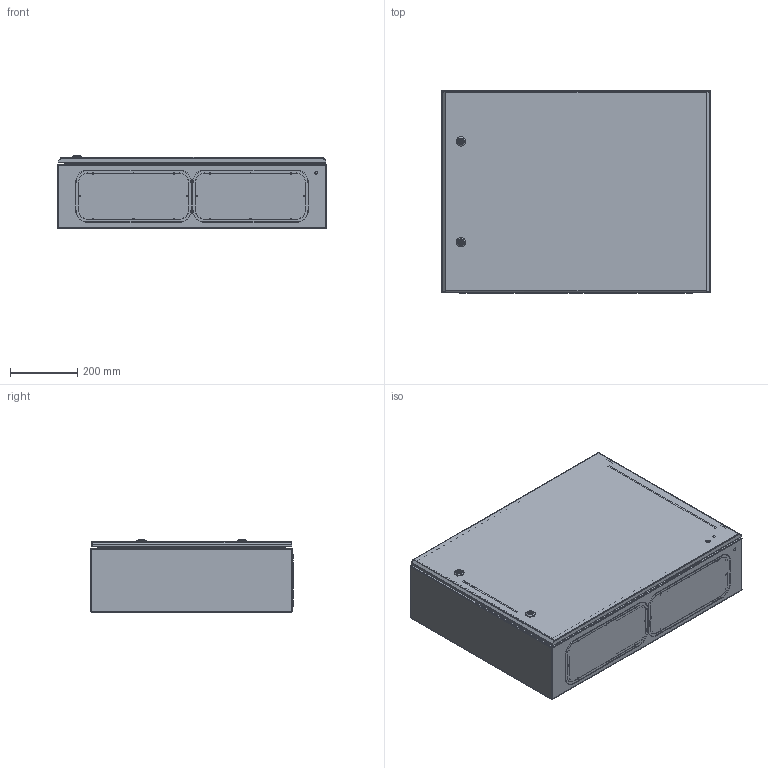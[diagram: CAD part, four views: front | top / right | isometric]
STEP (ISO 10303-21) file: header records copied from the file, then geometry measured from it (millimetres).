
FILE_DESCRIPTION (( 'STEP AP203' ), '1' );
FILE_NAME ('RH_862.STEP', '2019-05-24T10:04:07', ( '' ), ( '' ), 'SwSTEP 2.0', 'SolidWorks 2012', '' );
FILE_SCHEMA (( 'CONFIG_CONTROL_DESIGN' ));
Length unit declared in the file: millimetre
Products named in the file (14): FH-M8-20-STCu_1; Zawias_skrzynki_RH_1; RH_862; RH_GR1-RHdrzwi_86; RH-Dekiel_Dekiel345x155; RH_GR1-Uziemienie_1; RH_GR1-PT-M6-15-StCu_1; RH_GR1-RH_zawias_drzwi_1; RH_GR1-ZAMEK IP 65_1; RH_GR1-Flange230_1; RH__RHSS_GR1_PM_86; FH-M8-40-STCu_1; RH_GR1-RHdrzwibl_86; RH_Korpus_uproszczony_RH 862 Korpus
Assembly tree (23 placements, depth 3):
  RH_862
    RH_Korpus_uproszczony_RH 862 Korpus
    FH-M8-40-STCu_1  x4
    RH__RHSS_GR1_PM_86
    RH_GR1-RHdrzwi_86
      RH_GR1-RHdrzwibl_86
      RH_GR1-ZAMEK IP 65_1  x2
      RH_GR1-RH_zawias_drzwi_1  x2
      RH_GR1-Flange230_1  x3
      RH_GR1-PT-M6-15-StCu_1
      RH_GR1-Uziemienie_1
    RH-Dekiel_Dekiel345x155  x2
    Zawias_skrzynki_RH_1  x2
    FH-M8-20-STCu_1  x2
Bounding box: 800 x 602.7 x 214.96 mm (x, y, z)
Volume: 2883380.6 mm3; surface area: 4234803 mm2
Topology: 32 solids, 32 shells, 1496 faces, 4158 edges, 2724 vertices
Faces by surface type: plane 570, cylinder 466, torus 286, cone 134, bspline 24, sphere 16
Entity records: 35426 total; most frequent: CARTESIAN_POINT 12346, ORIENTED_EDGE 4648, DIRECTION 4283, EDGE_CURVE 2324, AXIS2_PLACEMENT_3D 1621, VERTEX_POINT 1522, VECTOR 1041, LINE 1041
